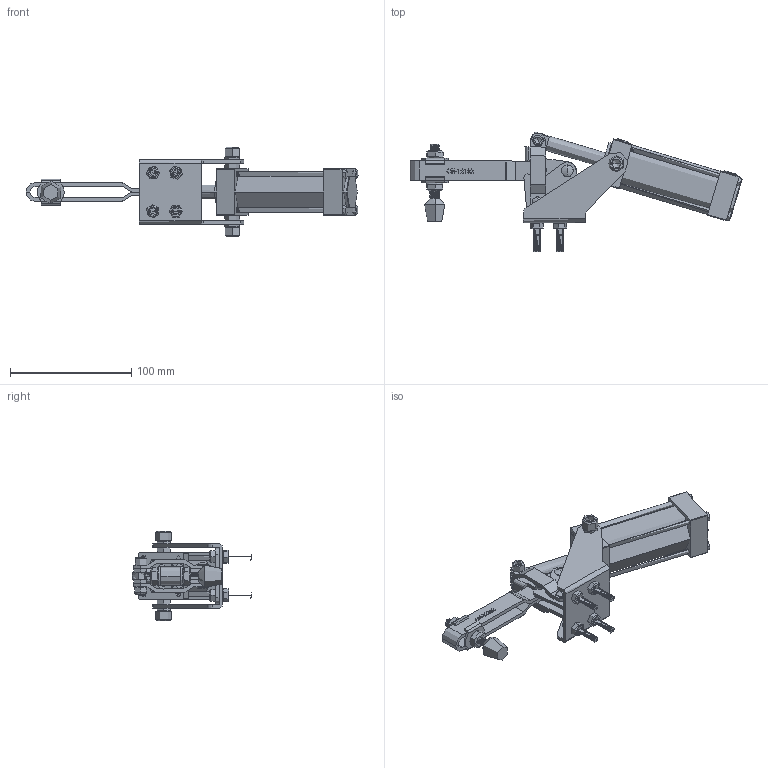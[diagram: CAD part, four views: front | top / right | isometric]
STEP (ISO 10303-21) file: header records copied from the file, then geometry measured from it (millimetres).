
FILE_DESCRIPTION (( 'STEP AP203' ), '1' );
FILE_NAME ('CH-12132-A.STEP', '2024-04-22T12:02:16', ( 'User' ), ( 'china' ), 'SwSTEP 2.0', 'SolidWorks 2018', '' );
FILE_SCHEMA (( 'CONFIG_CONTROL_DESIGN' ));
Length unit declared in the file: millimetre
Products named in the file (57): CH-12132-A; CH-12130-A-04; CH-FC-56212; M8; M6-30; Air cylinder-3; CH-12130-A-01; Air cylinder-2; CH-12132-ALONG U-BAR; M8-15; CH-12130-01; Air cylinder-1; CH-FW-516; CH-12130-A-02; M6; 12130-03-A-04; M6NUT; G18黑; M6-25; 22RIVET; 16.5rivet
Assembly tree (55 placements, depth 2):
  CH-12132-A
    M6-30
    CH-FC-56212
    M8
    M6
    Air cylinder-3
    Air cylinder-3
    M8
    Air cylinder-2
    M6-30
    M6-30
    Air cylinder-3
    M6
    M6
    M8-15
    Air cylinder-3
    M6-25
    M6
    M8-15
    M6NUT
    M6-30
  CH-12130-A-04
  Air cylinder-1
  CH-12132-ALONG U-BAR
  CH-12130-A-02
Bounding box: 273.31 x 98.56 x 74 mm (x, y, z)
Volume: 206606.3 mm3; surface area: 99403 mm2
Topology: 37 solids, 37 shells, 1978 faces, 5384 edges, 3552 vertices
Faces by surface type: cylinder 1032, plane 525, bspline 219, cone 156, torus 40, sphere 6
Entity records: 82639 total; most frequent: CARTESIAN_POINT 45816, ORIENTED_EDGE 7444, DIRECTION 5258, EDGE_CURVE 3722, VERTEX_POINT 2447, AXIS2_PLACEMENT_3D 1767, LINE 1724, VECTOR 1724
